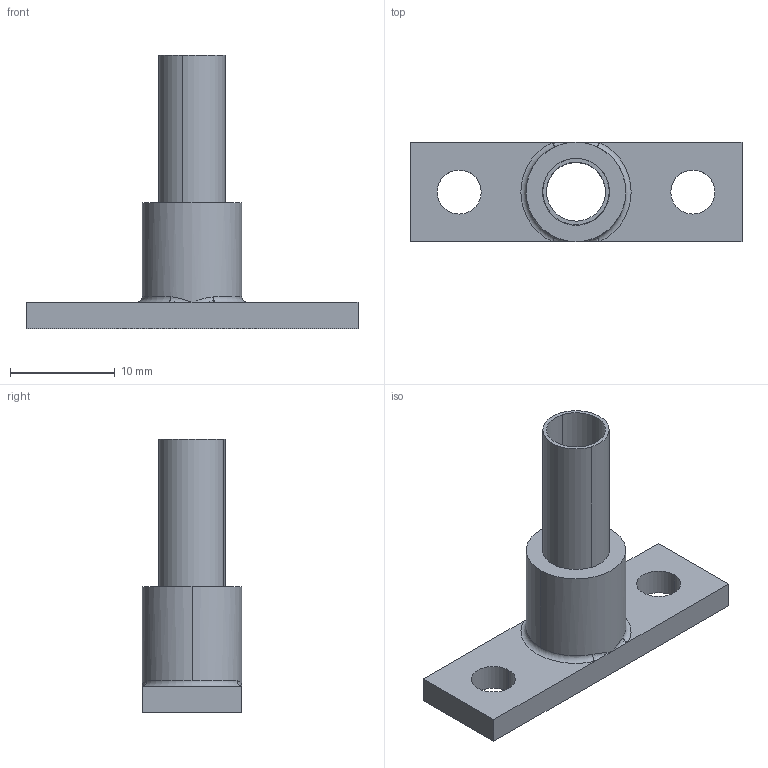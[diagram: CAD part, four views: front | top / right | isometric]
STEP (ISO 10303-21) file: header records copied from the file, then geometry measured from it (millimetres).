
FILE_DESCRIPTION((''),'2;1');
FILE_NAME('TUBE_2_ASM_2_ASSY_SLDASM_A___ASM','2016-12-07T',('cxl300'),(''),'PRO/ENGINEER BY PARAMETRIC TECHNOLOGY CORPORATION, 2013230','PRO/ENGINEER BY PARAMETRIC TECHNOLOGY CORPORATION, 2013230','');
FILE_SCHEMA(('CONFIG_CONTROL_DESIGN','GEOMETRIC_VALIDATION_PROPERTIES_MIM'));
Length unit declared in the file: millimetre
Products named in the file (3): ROD_VALVE_GUIDE_2_ASSY_SLDPRT__; TUBE_2_-_2_ASSY_SLDPRT__; TUBE_2_ASM_2_ASSY_SLDASM_A___ASM
Assembly tree (2 placements, depth 2):
  TUBE_2_ASM_2_ASSY_SLDASM_A___ASM
    ROD_VALVE_GUIDE_2_ASSY_SLDPRT__
    TUBE_2_-_2_ASSY_SLDPRT__
Bounding box: 31.75 x 9.53 x 26.16 mm (x, y, z)
Volume: 1159.2 mm3; surface area: 2253.9 mm2
Topology: 2 solids, 2 shells, 28 faces, 72 edges, 44 vertices
Faces by surface type: cylinder 12, plane 10, bspline 4, torus 2
Entity records: 1366 total; most frequent: CARTESIAN_POINT 491, DIRECTION 156, ORIENTED_EDGE 136, EDGE_CURVE 68, AXIS2_PLACEMENT_3D 63, VERTEX_POINT 44, EDGE_LOOP 36, CIRCLE 34
